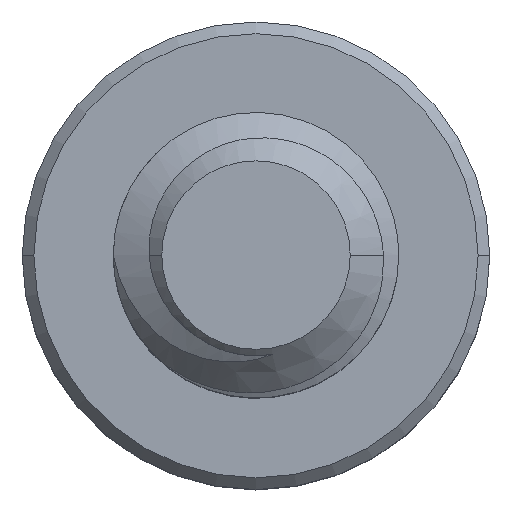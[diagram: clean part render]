
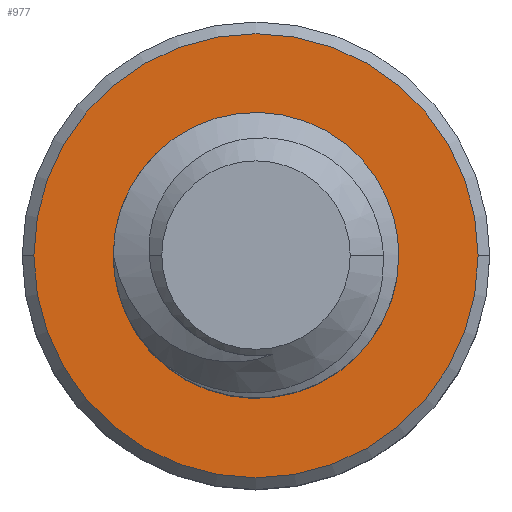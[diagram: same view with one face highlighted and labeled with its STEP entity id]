
A CAD part, top view. The second image highlights one B-rep face of the part: STEP entity #977.
In plain terms, the highlighted planar face has unit normal (0, 0, 1).
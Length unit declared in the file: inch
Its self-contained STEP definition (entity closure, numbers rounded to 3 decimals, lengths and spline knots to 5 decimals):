
#159 = B_SPLINE_CURVE_WITH_KNOTS ( 'NONE', 3,
 ( #1774, #1823, #1878, #1875, #1873, #1827, #1840, #1833, #1847, #1853, #1838, #1790, #1772, #1855 ),
 .UNSPECIFIED., .F., .F.,
 ( 4, 2, 2, 2, 2, 2, 4 ),
 ( 0., 0.00089, 0.00178, 0.00222, 0.00267, 0.00311, 0.00356 ),
 .UNSPECIFIED. ) ;
#166 = B_SPLINE_CURVE_WITH_KNOTS ( 'NONE', 3,
 ( #1068, #1006, #1003, #1001, #1000, #999, #992, #998, #993, #991, #994, #990, #989, #996, #988, #997 ),
 .UNSPECIFIED., .F., .F.,
 ( 4, 2, 2, 2, 2, 2, 2, 4 ),
 ( 0., 0.00044, 0.00089, 0.00178, 0.00222, 0.00267, 0.00311, 0.00355 ),
 .UNSPECIFIED. ) ;
#244 = DIRECTION ( 'NONE',  ( -1., 0., 0. ) ) ;
#248 = CARTESIAN_POINT ( 'NONE',  ( 0., 0., -0.1875 ) ) ;
#249 = DIRECTION ( 'NONE',  ( 0., 0., -1. ) ) ;
#253 = PLANE ( 'NONE',  #2274 ) ;
#302 = DIRECTION ( 'NONE',  ( 0., 0., 1. ) ) ;
#307 = CARTESIAN_POINT ( 'NONE',  ( 0., 0., -0.1875 ) ) ;
#326 = DIRECTION ( 'NONE',  ( 1., 0., 0. ) ) ;
#478 = CARTESIAN_POINT ( 'NONE',  ( 0., 0.069, -0.1875 ) ) ;
#485 = CARTESIAN_POINT ( 'NONE',  ( -0.04834, 0.04923, -0.1875 ) ) ;
#495 = CARTESIAN_POINT ( 'NONE',  ( 0.10735, 0., -0.1875 ) ) ;
#499 = CARTESIAN_POINT ( 'NONE',  ( -0.10735, 0., -0.1875 ) ) ;
#545 = CARTESIAN_POINT ( 'NONE',  ( 0.03412, -0.03475, -0.1875 ) ) ;
#549 = CARTESIAN_POINT ( 'NONE',  ( 0., -0.0487, -0.1875 ) ) ;
#569 = VERTEX_POINT ( 'NONE', #549 ) ;
#572 = VERTEX_POINT ( 'NONE', #545 ) ;
#597 = VERTEX_POINT ( 'NONE', #499 ) ;
#600 = VERTEX_POINT ( 'NONE', #495 ) ;
#610 = VERTEX_POINT ( 'NONE', #485 ) ;
#616 = VERTEX_POINT ( 'NONE', #478 ) ;
#977 = ADVANCED_FACE ( 'NONE', ( #1585, #1588 ), #253, .F. ) ;
#988 = CARTESIAN_POINT ( 'NONE',  ( 0.03902, -0.03141, -0.1875 ) ) ;
#989 = CARTESIAN_POINT ( 'NONE',  ( 0.04983, -0.01748, -0.1875 ) ) ;
#990 = CARTESIAN_POINT ( 'NONE',  ( 0.05234, -0.0122, -0.1875 ) ) ;
#991 = CARTESIAN_POINT ( 'NONE',  ( 0.05636, 0.00496, -0.1875 ) ) ;
#992 = CARTESIAN_POINT ( 'NONE',  ( 0.04868, 0.03892, -0.1875 ) ) ;
#993 = CARTESIAN_POINT ( 'NONE',  ( 0.05592, 0.01675, -0.1875 ) ) ;
#994 = CARTESIAN_POINT ( 'NONE',  ( 0.05565, -0.00084, -0.1875 ) ) ;
#996 = CARTESIAN_POINT ( 'NONE',  ( 0.04312, -0.02719, -0.1875 ) ) ;
#997 = CARTESIAN_POINT ( 'NONE',  ( 0.03412, -0.03475, -0.1875 ) ) ;
#998 = CARTESIAN_POINT ( 'NONE',  ( 0.05477, 0.0225, -0.1875 ) ) ;
#999 = CARTESIAN_POINT ( 'NONE',  ( 0.04135, 0.04877, -0.1875 ) ) ;
#1000 = CARTESIAN_POINT ( 'NONE',  ( 0.02753, 0.05951, -0.1875 ) ) ;
#1001 = CARTESIAN_POINT ( 'NONE',  ( 0.02239, 0.06248, -0.1875 ) ) ;
#1003 = CARTESIAN_POINT ( 'NONE',  ( 0.01153, 0.06689, -0.1875 ) ) ;
#1006 = CARTESIAN_POINT ( 'NONE',  ( 0.00588, 0.06833, -0.1875 ) ) ;
#1068 = CARTESIAN_POINT ( 'NONE',  ( 0., 0.069, -0.1875 ) ) ;
#1074 = DIRECTION ( 'NONE',  ( 0., 0., 1. ) ) ;
#1075 = CARTESIAN_POINT ( 'NONE',  ( 0., 0., -0.1875 ) ) ;
#1077 = DIRECTION ( 'NONE',  ( -1., 0., 0. ) ) ;
#1149 = CIRCLE ( 'NONE', #2283, 0.10735 ) ;
#1154 = CIRCLE ( 'NONE', #2286, 0.0487 ) ;
#1185 = CIRCLE ( 'NONE', #2298, 0.10735 ) ;
#1258 = CIRCLE ( 'NONE', #2306, 0.069 ) ;
#1315 = EDGE_LOOP ( 'NONE', ( #1557, #1434, #1438, #1591 ) ) ;
#1378 = EDGE_LOOP ( 'NONE', ( #1400, #1569 ) ) ;
#1400 = ORIENTED_EDGE ( 'NONE', *, *, #2269, .T. ) ;
#1434 = ORIENTED_EDGE ( 'NONE', *, *, #2339, .T. ) ;
#1438 = ORIENTED_EDGE ( 'NONE', *, *, #2316, .T. ) ;
#1557 = ORIENTED_EDGE ( 'NONE', *, *, #2154, .F. ) ;
#1569 = ORIENTED_EDGE ( 'NONE', *, *, #2326, .T. ) ;
#1585 = FACE_OUTER_BOUND ( 'NONE', #1378, .T. ) ;
#1588 = FACE_BOUND ( 'NONE', #1315, .T. ) ;
#1591 = ORIENTED_EDGE ( 'NONE', *, *, #2303, .T. ) ;
#1731 = CARTESIAN_POINT ( 'NONE',  ( 0., 0., -0.1875 ) ) ;
#1772 = CARTESIAN_POINT ( 'NONE',  ( -0.052, 0.0446, -0.1875 ) ) ;
#1774 = CARTESIAN_POINT ( 'NONE',  ( 0., -0.0487, -0.1875 ) ) ;
#1776 = DIRECTION ( 'NONE',  ( 0., 0., -1. ) ) ;
#1781 = DIRECTION ( 'NONE',  ( 1., 0., 0. ) ) ;
#1790 = CARTESIAN_POINT ( 'NONE',  ( -0.05507, 0.03952, -0.1875 ) ) ;
#1814 = CARTESIAN_POINT ( 'NONE',  ( 0., 0., -0.1875 ) ) ;
#1823 = CARTESIAN_POINT ( 'NONE',  ( -0.01169, -0.05058, -0.1875 ) ) ;
#1827 = CARTESIAN_POINT ( 'NONE',  ( -0.05968, -0.0116, -0.1875 ) ) ;
#1833 = CARTESIAN_POINT ( 'NONE',  ( -0.06307, 0.00562, -0.1875 ) ) ;
#1838 = CARTESIAN_POINT ( 'NONE',  ( -0.05982, 0.02885, -0.1875 ) ) ;
#1840 = CARTESIAN_POINT ( 'NONE',  ( -0.06135, -0.00599, -0.1875 ) ) ;
#1847 = CARTESIAN_POINT ( 'NONE',  ( -0.06309, 0.01154, -0.1875 ) ) ;
#1851 = DIRECTION ( 'NONE',  ( -1., 0., 0. ) ) ;
#1852 = DIRECTION ( 'NONE',  ( 0., 0., 1. ) ) ;
#1853 = CARTESIAN_POINT ( 'NONE',  ( -0.06148, 0.02312, -0.1875 ) ) ;
#1855 = CARTESIAN_POINT ( 'NONE',  ( -0.04834, 0.04923, -0.1875 ) ) ;
#1873 = CARTESIAN_POINT ( 'NONE',  ( -0.05226, -0.02769, -0.1875 ) ) ;
#1875 = CARTESIAN_POINT ( 'NONE',  ( -0.04432, -0.03688, -0.1875 ) ) ;
#1878 = CARTESIAN_POINT ( 'NONE',  ( -0.02368, -0.04845, -0.1875 ) ) ;
#2154 = EDGE_CURVE ( 'NONE', #616, #610, #1258, .T. ) ;
#2269 = EDGE_CURVE ( 'NONE', #597, #600, #1185, .T. ) ;
#2274 = AXIS2_PLACEMENT_3D ( 'NONE', #248, #249, #244 ) ;
#2283 = AXIS2_PLACEMENT_3D ( 'NONE', #1075, #1074, #1077 ) ;
#2286 = AXIS2_PLACEMENT_3D ( 'NONE', #1814, #1776, #1781 ) ;
#2298 = AXIS2_PLACEMENT_3D ( 'NONE', #1731, #1852, #1851 ) ;
#2303 = EDGE_CURVE ( 'NONE', #569, #610, #159, .T. ) ;
#2306 = AXIS2_PLACEMENT_3D ( 'NONE', #307, #302, #326 ) ;
#2316 = EDGE_CURVE ( 'NONE', #572, #569, #1154, .T. ) ;
#2326 = EDGE_CURVE ( 'NONE', #600, #597, #1149, .T. ) ;
#2339 = EDGE_CURVE ( 'NONE', #616, #572, #166, .T. ) ;
